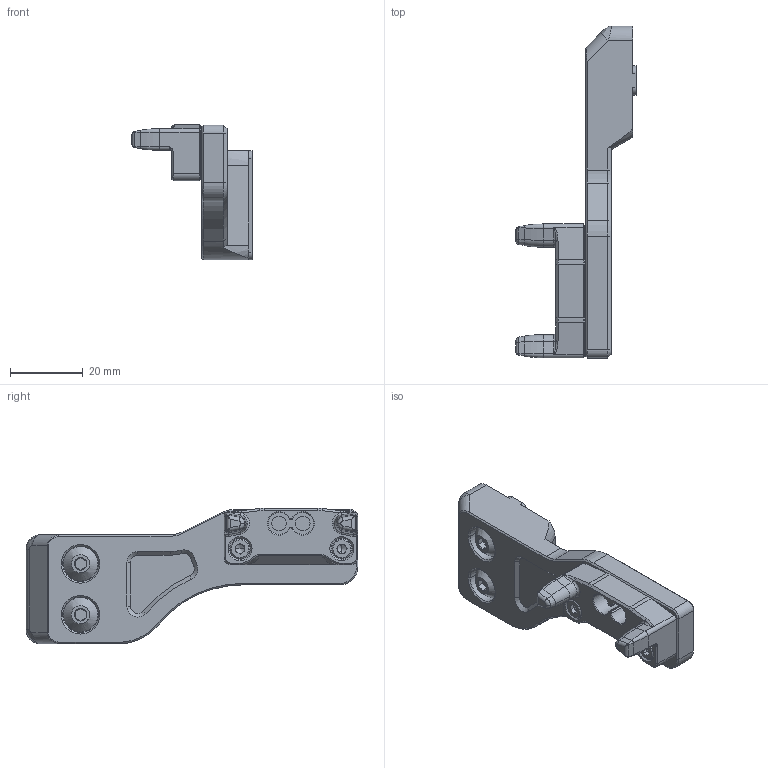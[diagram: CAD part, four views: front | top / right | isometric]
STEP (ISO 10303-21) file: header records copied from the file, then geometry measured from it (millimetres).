
FILE_DESCRIPTION (( 'STEP AP203' ), '1' );
FILE_NAME ('Switchwire_magprobe_Rev1_experimental.STEP', '2021-07-20T17:27:03', ( '' ), ( '' ), 'SwSTEP 2.0', 'SolidWorks 2020', '' );
FILE_SCHEMA (( 'CONFIG_CONTROL_DESIGN' ));
Length unit declared in the file: millimetre
Products named in the file (5): socket head cap screw_am_B18.3.1M - 3 x 0.5 x 10 Hex SHCS -- 10NHX; Magprobe_dock_v2; Dock 1; Switchwire_magprobe_Rev1_experimental; M5x10 BHCS (6)
Assembly tree (6 placements, depth 2):
  Switchwire_magprobe_Rev1_experimental
    Magprobe_dock_v2
    Dock 1
    M5x10 BHCS (6)  x2
    socket head cap screw_am_B18.3.1M - 3 x 0.5 x 10 Hex SHCS -- 10NHX  x2
Bounding box: 33.1 x 91.3 x 37.31 mm (x, y, z)
Volume: 24358.5 mm3; surface area: 10730.1 mm2
Topology: 6 solids, 6 shells, 370 faces, 828 edges, 474 vertices
Faces by surface type: plane 126, cone 104, cylinder 95, torus 23, bspline 22
Entity records: 12793 total; most frequent: CARTESIAN_POINT 5173, DIRECTION 1532, ORIENTED_EDGE 1426, EDGE_CURVE 713, AXIS2_PLACEMENT_3D 588, VERTEX_POINT 413, LINE 356, VECTOR 356
